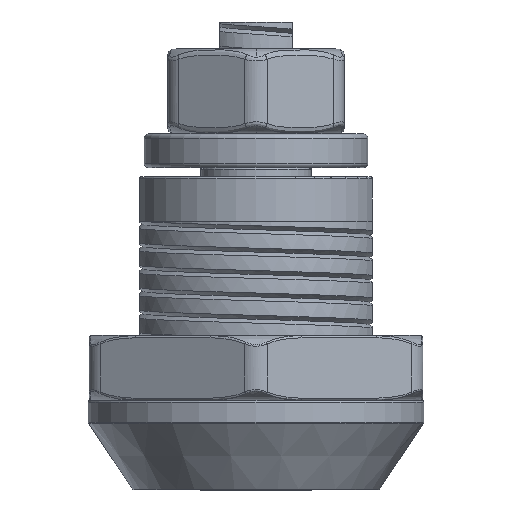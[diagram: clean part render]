
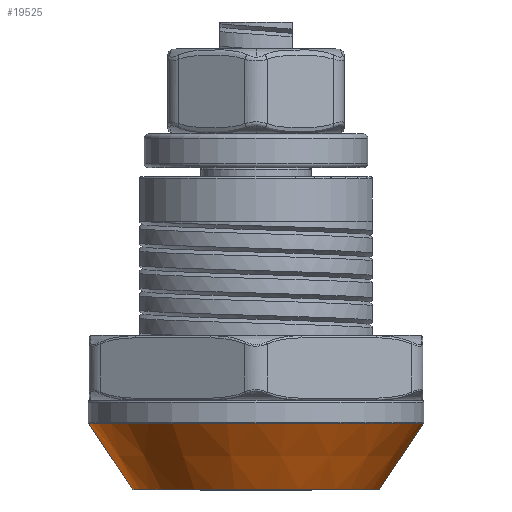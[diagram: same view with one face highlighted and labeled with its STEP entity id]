
A CAD part, front view. The second image highlights one B-rep face of the part: STEP entity #19525.
In plain terms, the highlighted conical face has half-angle 33.69 degrees and reference radius 7.5 mm.
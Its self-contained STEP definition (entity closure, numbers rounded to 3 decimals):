
#3220 = VERTEX_POINT ( 'NONE', #16776 ) ;
#3221 = VERTEX_POINT ( 'NONE', #16832 ) ;
#3281 = VERTEX_POINT ( 'NONE', #17027 ) ;
#3289 = VERTEX_POINT ( 'NONE', #17004 ) ;
#3378 = EDGE_CURVE ( 'NONE', #3281, #3221, #17195, .T. ) ;
#3380 = EDGE_CURVE ( 'NONE', #3289, #3220, #17178, .T. ) ;
#16776 = CARTESIAN_POINT ( 'NONE',  ( 7.483, 0., 2.975 ) ) ;
#16832 = CARTESIAN_POINT ( 'NONE',  ( -7.483, 0., 2.975 ) ) ;
#17004 = CARTESIAN_POINT ( 'NONE',  ( 5.53, 0., 0.045 ) ) ;
#17027 = CARTESIAN_POINT ( 'NONE',  ( -5.53, 0., 0.045 ) ) ;
#17178 = LINE ( 'NONE', #17184, #17225 ) ;
#17183 = VECTOR ( 'NONE', #17190, 1000. ) ;
#17184 = CARTESIAN_POINT ( 'NONE',  ( 7.5, 0., 3. ) ) ;
#17190 = DIRECTION ( 'NONE',  ( -0.555, 0., 0.832 ) ) ;
#17191 = CARTESIAN_POINT ( 'NONE',  ( -7.5, 0., 3. ) ) ;
#17195 = LINE ( 'NONE', #17191, #17183 ) ;
#17224 = DIRECTION ( 'NONE',  ( 0.555, 0., 0.832 ) ) ;
#17225 = VECTOR ( 'NONE', #17224, 1000. ) ;
#18839 = CIRCLE ( 'NONE', #18891, 5.53 ) ;
#18842 = DIRECTION ( 'NONE',  ( 1., 0., 0. ) ) ;
#18843 = DIRECTION ( 'NONE',  ( 0., 0., -1. ) ) ;
#18844 = CARTESIAN_POINT ( 'NONE',  ( 0., 0., 2.975 ) ) ;
#18848 = AXIS2_PLACEMENT_3D ( 'NONE', #18844, #18843, #18842 ) ;
#18850 = CIRCLE ( 'NONE', #18848, 7.483 ) ;
#18862 = CONICAL_SURFACE ( 'NONE', #18887, 7.5, 0.588 ) ;
#18874 = FACE_OUTER_BOUND ( 'NONE', #19500, .T. ) ;
#18875 = DIRECTION ( 'NONE',  ( 0., 0., 1. ) ) ;
#18878 = CARTESIAN_POINT ( 'NONE',  ( 0., 0., 3. ) ) ;
#18882 = DIRECTION ( 'NONE',  ( 1., 0., 0. ) ) ;
#18887 = AXIS2_PLACEMENT_3D ( 'NONE', #18878, #18875, #18882 ) ;
#18888 = DIRECTION ( 'NONE',  ( 1., 0., 0. ) ) ;
#18889 = DIRECTION ( 'NONE',  ( 0., 0., 1. ) ) ;
#18890 = CARTESIAN_POINT ( 'NONE',  ( 0., 0., 0.045 ) ) ;
#18891 = AXIS2_PLACEMENT_3D ( 'NONE', #18890, #18889, #18888 ) ;
#19477 = ORIENTED_EDGE ( 'NONE', *, *, #3378, .F. ) ;
#19500 = EDGE_LOOP ( 'NONE', ( #19477, #19506, #19505, #19511 ) ) ;
#19505 = ORIENTED_EDGE ( 'NONE', *, *, #3380, .T. ) ;
#19506 = ORIENTED_EDGE ( 'NONE', *, *, #19516, .T. ) ;
#19509 = EDGE_CURVE ( 'NONE', #3220, #3221, #18850, .T. ) ;
#19511 = ORIENTED_EDGE ( 'NONE', *, *, #19509, .T. ) ;
#19516 = EDGE_CURVE ( 'NONE', #3281, #3289, #18839, .T. ) ;
#19525 = ADVANCED_FACE ( 'NONE', ( #18874 ), #18862, .T. ) ;
